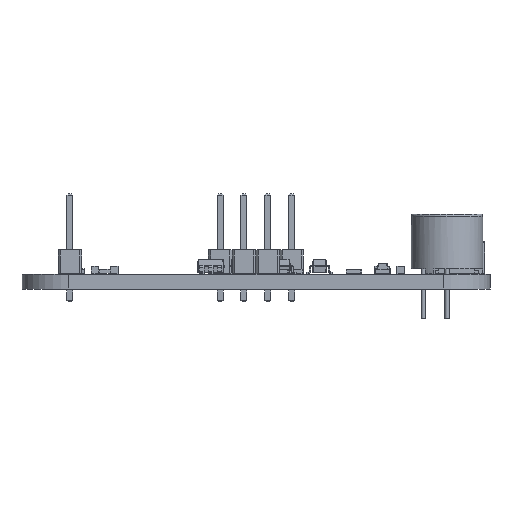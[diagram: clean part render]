
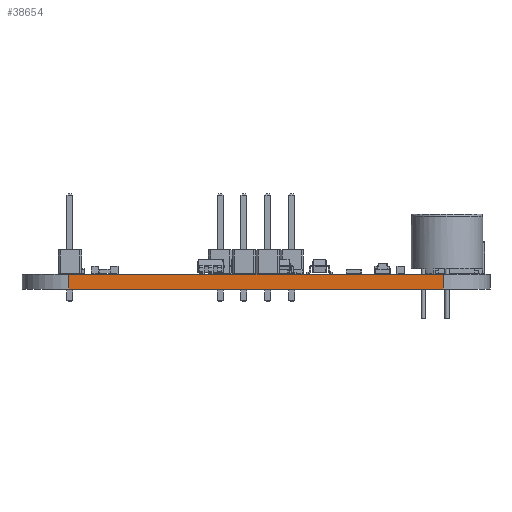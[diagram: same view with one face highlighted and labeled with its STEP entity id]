
A CAD part, left-side view. The second image highlights one B-rep face of the part: STEP entity #38654.
In plain terms, the highlighted planar face has unit normal (-1, 0, 0).
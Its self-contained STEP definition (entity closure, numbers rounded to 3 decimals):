
#38536 = EDGE_CURVE('',#38537,#38539,#38541,.T.);
#38537 = VERTEX_POINT('',#38538);
#38538 = CARTESIAN_POINT('',(101.6,-122.,0.));
#38539 = VERTEX_POINT('',#38540);
#38540 = CARTESIAN_POINT('',(101.6,-122.,1.6));
#38541 = SURFACE_CURVE('',#38542,(#38546,#38558),.PCURVE_S1.);
#38542 = LINE('',#38543,#38544);
#38543 = CARTESIAN_POINT('',(101.6,-122.,0.));
#38544 = VECTOR('',#38545,1.);
#38545 = DIRECTION('',(0.,0.,1.));
#38546 = PCURVE('',#38547,#38552);
#38547 = CYLINDRICAL_SURFACE('',#38548,5.);
#38548 = AXIS2_PLACEMENT_3D('',#38549,#38550,#38551);
#38549 = CARTESIAN_POINT('',(106.6,-122.,0.));
#38550 = DIRECTION('',(0.,0.,-1.));
#38551 = DIRECTION('',(1.,0.,0.));
#38552 = DEFINITIONAL_REPRESENTATION('',(#38553),#38557);
#38553 = LINE('',#38554,#38555);
#38554 = CARTESIAN_POINT('',(-3.142,0.));
#38555 = VECTOR('',#38556,1.);
#38556 = DIRECTION('',(0.,-1.));
#38557 = ( GEOMETRIC_REPRESENTATION_CONTEXT(2) 
PARAMETRIC_REPRESENTATION_CONTEXT() REPRESENTATION_CONTEXT('2D SPACE',''
  ) );
#38558 = PCURVE('',#38559,#38564);
#38559 = PLANE('',#38560);
#38560 = AXIS2_PLACEMENT_3D('',#38561,#38562,#38563);
#38561 = CARTESIAN_POINT('',(101.6,-82.,0.));
#38562 = DIRECTION('',(1.,0.,0.));
#38563 = DIRECTION('',(0.,-1.,0.));
#38564 = DEFINITIONAL_REPRESENTATION('',(#38565),#38569);
#38565 = LINE('',#38566,#38567);
#38566 = CARTESIAN_POINT('',(40.,0.));
#38567 = VECTOR('',#38568,1.);
#38568 = DIRECTION('',(0.,-1.));
#38569 = ( GEOMETRIC_REPRESENTATION_CONTEXT(2) 
PARAMETRIC_REPRESENTATION_CONTEXT() REPRESENTATION_CONTEXT('2D SPACE',''
  ) );
#38588 = PLANE('',#38589);
#38589 = AXIS2_PLACEMENT_3D('',#38590,#38591,#38592);
#38590 = CARTESIAN_POINT('',(126.6,-102.,1.6));
#38591 = DIRECTION('',(0.,0.,1.));
#38592 = DIRECTION('',(1.,0.,0.));
#38643 = PLANE('',#38644);
#38644 = AXIS2_PLACEMENT_3D('',#38645,#38646,#38647);
#38645 = CARTESIAN_POINT('',(126.6,-102.,0.));
#38646 = DIRECTION('',(0.,0.,1.));
#38647 = DIRECTION('',(1.,0.,0.));
#38654 = ADVANCED_FACE('',(#38655),#38559,.F.);
#38655 = FACE_BOUND('',#38656,.F.);
#38656 = EDGE_LOOP('',(#38657,#38687,#38708,#38709));
#38657 = ORIENTED_EDGE('',*,*,#38658,.T.);
#38658 = EDGE_CURVE('',#38659,#38661,#38663,.T.);
#38659 = VERTEX_POINT('',#38660);
#38660 = CARTESIAN_POINT('',(101.6,-82.,0.));
#38661 = VERTEX_POINT('',#38662);
#38662 = CARTESIAN_POINT('',(101.6,-82.,1.6));
#38663 = SURFACE_CURVE('',#38664,(#38668,#38675),.PCURVE_S1.);
#38664 = LINE('',#38665,#38666);
#38665 = CARTESIAN_POINT('',(101.6,-82.,0.));
#38666 = VECTOR('',#38667,1.);
#38667 = DIRECTION('',(0.,0.,1.));
#38668 = PCURVE('',#38559,#38669);
#38669 = DEFINITIONAL_REPRESENTATION('',(#38670),#38674);
#38670 = LINE('',#38671,#38672);
#38671 = CARTESIAN_POINT('',(0.,0.));
#38672 = VECTOR('',#38673,1.);
#38673 = DIRECTION('',(0.,-1.));
#38674 = ( GEOMETRIC_REPRESENTATION_CONTEXT(2) 
PARAMETRIC_REPRESENTATION_CONTEXT() REPRESENTATION_CONTEXT('2D SPACE',''
  ) );
#38675 = PCURVE('',#38676,#38681);
#38676 = CYLINDRICAL_SURFACE('',#38677,5.);
#38677 = AXIS2_PLACEMENT_3D('',#38678,#38679,#38680);
#38678 = CARTESIAN_POINT('',(106.6,-82.,0.));
#38679 = DIRECTION('',(0.,0.,-1.));
#38680 = DIRECTION('',(1.,0.,0.));
#38681 = DEFINITIONAL_REPRESENTATION('',(#38682),#38686);
#38682 = LINE('',#38683,#38684);
#38683 = CARTESIAN_POINT('',(-3.142,0.));
#38684 = VECTOR('',#38685,1.);
#38685 = DIRECTION('',(0.,-1.));
#38686 = ( GEOMETRIC_REPRESENTATION_CONTEXT(2) 
PARAMETRIC_REPRESENTATION_CONTEXT() REPRESENTATION_CONTEXT('2D SPACE',''
  ) );
#38687 = ORIENTED_EDGE('',*,*,#38688,.T.);
#38688 = EDGE_CURVE('',#38661,#38539,#38689,.T.);
#38689 = SURFACE_CURVE('',#38690,(#38694,#38701),.PCURVE_S1.);
#38690 = LINE('',#38691,#38692);
#38691 = CARTESIAN_POINT('',(101.6,-82.,1.6));
#38692 = VECTOR('',#38693,1.);
#38693 = DIRECTION('',(0.,-1.,0.));
#38694 = PCURVE('',#38559,#38695);
#38695 = DEFINITIONAL_REPRESENTATION('',(#38696),#38700);
#38696 = LINE('',#38697,#38698);
#38697 = CARTESIAN_POINT('',(0.,-1.6));
#38698 = VECTOR('',#38699,1.);
#38699 = DIRECTION('',(1.,0.));
#38700 = ( GEOMETRIC_REPRESENTATION_CONTEXT(2) 
PARAMETRIC_REPRESENTATION_CONTEXT() REPRESENTATION_CONTEXT('2D SPACE',''
  ) );
#38701 = PCURVE('',#38588,#38702);
#38702 = DEFINITIONAL_REPRESENTATION('',(#38703),#38707);
#38703 = LINE('',#38704,#38705);
#38704 = CARTESIAN_POINT('',(-25.,20.));
#38705 = VECTOR('',#38706,1.);
#38706 = DIRECTION('',(0.,-1.));
#38707 = ( GEOMETRIC_REPRESENTATION_CONTEXT(2) 
PARAMETRIC_REPRESENTATION_CONTEXT() REPRESENTATION_CONTEXT('2D SPACE',''
  ) );
#38708 = ORIENTED_EDGE('',*,*,#38536,.F.);
#38709 = ORIENTED_EDGE('',*,*,#38710,.F.);
#38710 = EDGE_CURVE('',#38659,#38537,#38711,.T.);
#38711 = SURFACE_CURVE('',#38712,(#38716,#38723),.PCURVE_S1.);
#38712 = LINE('',#38713,#38714);
#38713 = CARTESIAN_POINT('',(101.6,-82.,0.));
#38714 = VECTOR('',#38715,1.);
#38715 = DIRECTION('',(0.,-1.,0.));
#38716 = PCURVE('',#38559,#38717);
#38717 = DEFINITIONAL_REPRESENTATION('',(#38718),#38722);
#38718 = LINE('',#38719,#38720);
#38719 = CARTESIAN_POINT('',(0.,0.));
#38720 = VECTOR('',#38721,1.);
#38721 = DIRECTION('',(1.,0.));
#38722 = ( GEOMETRIC_REPRESENTATION_CONTEXT(2) 
PARAMETRIC_REPRESENTATION_CONTEXT() REPRESENTATION_CONTEXT('2D SPACE',''
  ) );
#38723 = PCURVE('',#38643,#38724);
#38724 = DEFINITIONAL_REPRESENTATION('',(#38725),#38729);
#38725 = LINE('',#38726,#38727);
#38726 = CARTESIAN_POINT('',(-25.,20.));
#38727 = VECTOR('',#38728,1.);
#38728 = DIRECTION('',(0.,-1.));
#38729 = ( GEOMETRIC_REPRESENTATION_CONTEXT(2) 
PARAMETRIC_REPRESENTATION_CONTEXT() REPRESENTATION_CONTEXT('2D SPACE',''
  ) );
